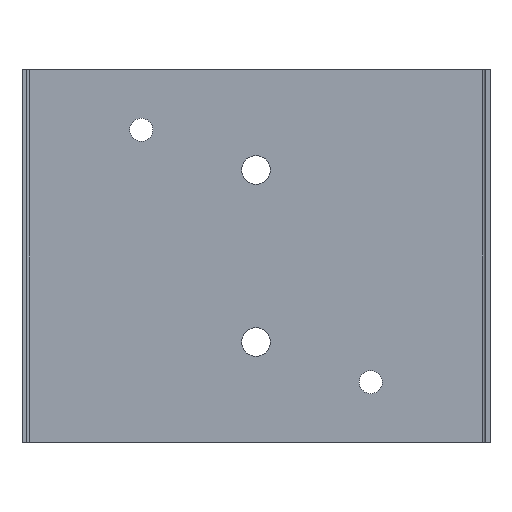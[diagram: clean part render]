
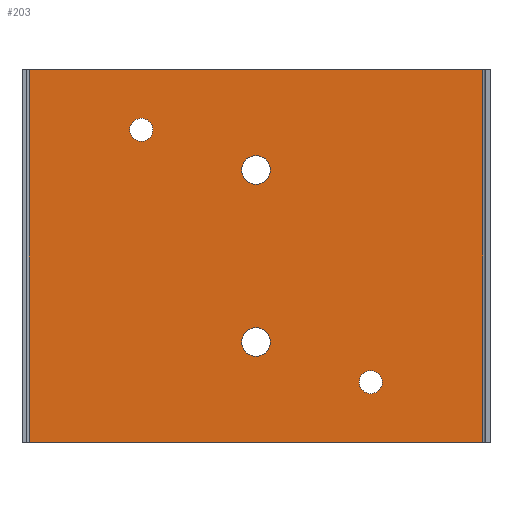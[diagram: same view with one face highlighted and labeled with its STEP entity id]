
A CAD part, front view. The second image highlights one B-rep face of the part: STEP entity #203.
In plain terms, the highlighted planar face has unit normal (0, -1, 0).
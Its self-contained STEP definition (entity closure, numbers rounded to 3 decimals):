
#4 = LINE ( 'NONE', #362, #157 ) ;
#5 = CIRCLE ( 'NONE', #614, 2.5 ) ;
#11 = EDGE_LOOP ( 'NONE', ( #496 ) ) ;
#20 = LINE ( 'NONE', #249, #90 ) ;
#38 = CIRCLE ( 'NONE', #618, 2.5 ) ;
#61 = FACE_BOUND ( 'NONE', #121, .T. ) ;
#73 = VECTOR ( 'NONE', #261, 1000. ) ;
#74 = CIRCLE ( 'NONE', #616, 2. ) ;
#81 = EDGE_LOOP ( 'NONE', ( #494, #493, #505, #502 ) ) ;
#90 = VECTOR ( 'NONE', #258, 1000. ) ;
#92 = LINE ( 'NONE', #224, #159 ) ;
#95 = FACE_BOUND ( 'NONE', #114, .T. ) ;
#108 = FACE_BOUND ( 'NONE', #11, .T. ) ;
#114 = EDGE_LOOP ( 'NONE', ( #497 ) ) ;
#117 = LINE ( 'NONE', #388, #73 ) ;
#121 = EDGE_LOOP ( 'NONE', ( #495 ) ) ;
#124 = FACE_OUTER_BOUND ( 'NONE', #81, .T. ) ;
#157 = VECTOR ( 'NONE', #280, 1000. ) ;
#159 = VECTOR ( 'NONE', #287, 1000. ) ;
#160 = CIRCLE ( 'NONE', #617, 2. ) ;
#165 = EDGE_LOOP ( 'NONE', ( #504 ) ) ;
#175 = FACE_BOUND ( 'NONE', #165, .T. ) ;
#203 = ADVANCED_FACE ( 'NONE', ( #95, #108, #61, #124, #175 ), #431, .T. ) ;
#224 = CARTESIAN_POINT ( 'NONE',  ( -39.5, 0., 0. ) ) ;
#231 = CARTESIAN_POINT ( 'NONE',  ( -18., 0., -10.5 ) ) ;
#242 = DIRECTION ( 'NONE',  ( 0., -1., 0. ) ) ;
#249 = CARTESIAN_POINT ( 'NONE',  ( 39.5, 0., -65. ) ) ;
#258 = DIRECTION ( 'NONE',  ( 0., 0., 1. ) ) ;
#259 = DIRECTION ( 'NONE',  ( 1., 0., 0. ) ) ;
#261 = DIRECTION ( 'NONE',  ( 0., 0., 1. ) ) ;
#280 = DIRECTION ( 'NONE',  ( 1., 0., 0. ) ) ;
#287 = DIRECTION ( 'NONE',  ( 1., 0., 0. ) ) ;
#289 = CARTESIAN_POINT ( 'NONE',  ( 2.5, 0., -47.5 ) ) ;
#297 = DIRECTION ( 'NONE',  ( 1., 0., 0. ) ) ;
#304 = DIRECTION ( 'NONE',  ( 0., -1., 0. ) ) ;
#335 = CARTESIAN_POINT ( 'NONE',  ( -20., 0., -10.5 ) ) ;
#340 = CARTESIAN_POINT ( 'NONE',  ( 39.5, 0., -65. ) ) ;
#345 = DIRECTION ( 'NONE',  ( 1., 0., 0. ) ) ;
#348 = DIRECTION ( 'NONE',  ( 0., -1., 0. ) ) ;
#349 = DIRECTION ( 'NONE',  ( 1., 0., 0. ) ) ;
#352 = CARTESIAN_POINT ( 'NONE',  ( -39.5, 0., 0. ) ) ;
#361 = DIRECTION ( 'NONE',  ( 0., -1., 0. ) ) ;
#362 = CARTESIAN_POINT ( 'NONE',  ( -39.5, 0., -65. ) ) ;
#367 = CARTESIAN_POINT ( 'NONE',  ( 0., 0., -47.5 ) ) ;
#388 = CARTESIAN_POINT ( 'NONE',  ( -39.5, 0., -65. ) ) ;
#393 = CARTESIAN_POINT ( 'NONE',  ( 20., 0., -54.5 ) ) ;
#396 = CARTESIAN_POINT ( 'NONE',  ( 39.5, 0., 0. ) ) ;
#400 = CARTESIAN_POINT ( 'NONE',  ( 2.5, 0., -17.5 ) ) ;
#401 = CARTESIAN_POINT ( 'NONE',  ( -39.5, 0., -65. ) ) ;
#403 = CARTESIAN_POINT ( 'NONE',  ( 22., 0., -54.5 ) ) ;
#424 = CARTESIAN_POINT ( 'NONE',  ( -39.5, 0., -65. ) ) ;
#429 = DIRECTION ( 'NONE',  ( 1., 0., 0. ) ) ;
#431 = PLANE ( 'NONE',  #608 ) ;
#432 = CARTESIAN_POINT ( 'NONE',  ( 0., 0., -17.5 ) ) ;
#433 = DIRECTION ( 'NONE',  ( 0., 1., 0. ) ) ;
#440 = VERTEX_POINT ( 'NONE', #231 ) ;
#457 = VERTEX_POINT ( 'NONE', #400 ) ;
#467 = VERTEX_POINT ( 'NONE', #403 ) ;
#476 = VERTEX_POINT ( 'NONE', #289 ) ;
#493 = ORIENTED_EDGE ( 'NONE', *, *, #569, .F. ) ;
#494 = ORIENTED_EDGE ( 'NONE', *, *, #561, .F. ) ;
#495 = ORIENTED_EDGE ( 'NONE', *, *, #560, .F. ) ;
#496 = ORIENTED_EDGE ( 'NONE', *, *, #565, .F. ) ;
#497 = ORIENTED_EDGE ( 'NONE', *, *, #570, .F. ) ;
#502 = ORIENTED_EDGE ( 'NONE', *, *, #572, .T. ) ;
#504 = ORIENTED_EDGE ( 'NONE', *, *, #571, .T. ) ;
#505 = ORIENTED_EDGE ( 'NONE', *, *, #568, .T. ) ;
#520 = VERTEX_POINT ( 'NONE', #352 ) ;
#529 = VERTEX_POINT ( 'NONE', #340 ) ;
#534 = VERTEX_POINT ( 'NONE', #396 ) ;
#536 = VERTEX_POINT ( 'NONE', #401 ) ;
#560 = EDGE_CURVE ( 'NONE', #476, #476, #5, .T. ) ;
#561 = EDGE_CURVE ( 'NONE', #520, #534, #92, .T. ) ;
#565 = EDGE_CURVE ( 'NONE', #440, #440, #74, .T. ) ;
#568 = EDGE_CURVE ( 'NONE', #536, #529, #4, .T. ) ;
#569 = EDGE_CURVE ( 'NONE', #536, #520, #117, .T. ) ;
#570 = EDGE_CURVE ( 'NONE', #467, #467, #160, .T. ) ;
#571 = EDGE_CURVE ( 'NONE', #457, #457, #38, .T. ) ;
#572 = EDGE_CURVE ( 'NONE', #529, #534, #20, .T. ) ;
#608 = AXIS2_PLACEMENT_3D ( 'NONE', #424, #361, #429 ) ;
#614 = AXIS2_PLACEMENT_3D ( 'NONE', #367, #304, #345 ) ;
#616 = AXIS2_PLACEMENT_3D ( 'NONE', #335, #348, #349 ) ;
#617 = AXIS2_PLACEMENT_3D ( 'NONE', #393, #242, #259 ) ;
#618 = AXIS2_PLACEMENT_3D ( 'NONE', #432, #433, #297 ) ;
